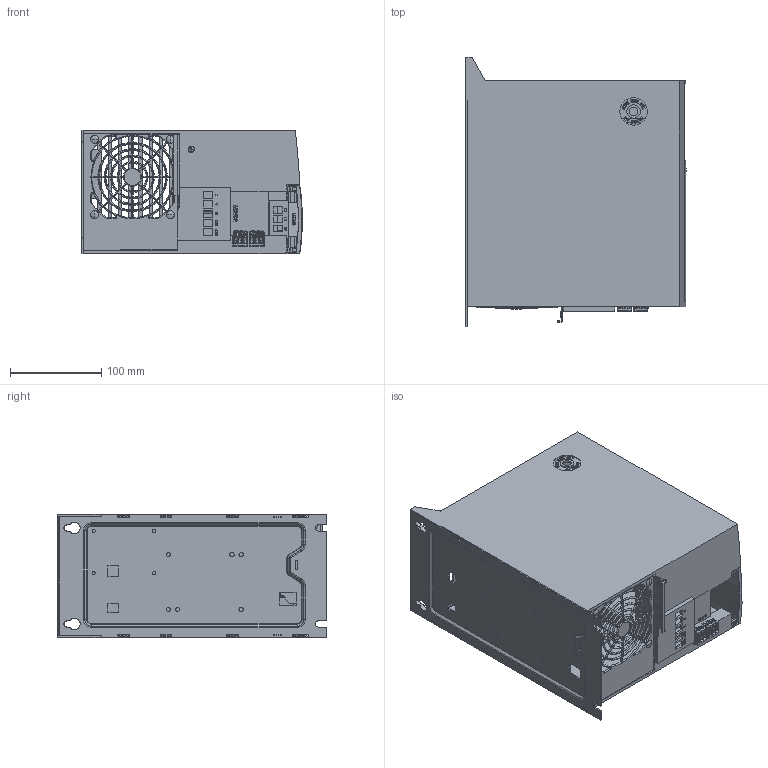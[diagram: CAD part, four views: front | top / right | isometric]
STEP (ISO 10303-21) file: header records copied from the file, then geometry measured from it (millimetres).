
FILE_DESCRIPTION((''),'2;1');
FILE_NAME('H4-IP20-2_ASM','2013-05-15T',('U248342'),('Danfoss Power Electronics'),'PRO/ENGINEER BY PARAMETRIC TECHNOLOGY CORPORATION, 2011490','PRO/ENGINEER BY PARAMETRIC TECHNOLOGY CORPORATION, 2011490','');
FILE_SCHEMA(('CONFIG_CONTROL_DESIGN', 'GEOMETRIC_VALIDATION_PROPERTIES_MIM'));
Products named in the file (14): 132B3408-2; 132B3403; 132B4114; 132B4135; 132B4119; 132B4121; 132B4148_UMSH-8244JN-F; LCD_LIGHTGUIDE_ASM; 132B4142; 132B4144; 132B9105_ASM; 132B5733; 132B5734; H4-IP20-2_ASM
Assembly tree (13 placements, depth 4):
  H4-IP20-2_ASM
    132B3408-2
    132B3403
    132B4114
    132B4135
    132B4119
    132B4121
    132B9105_ASM
      LCD_LIGHTGUIDE_ASM
        132B4148_UMSH-8244JN-F
      132B4142
      132B4144
    132B5733
    132B5734
Bounding box: 241.08 x 295 x 135.1 mm (x, y, z)
Volume: 657089.3 mm3; surface area: 725213.6 mm2
Topology: 11 solids, 12 shells, 4258 faces, 11981 edges, 7812 vertices
Faces by surface type: plane 3547, cylinder 482, torus 125, bspline 54, cone 34, sphere 16
Entity records: 183886 total; most frequent: CARTESIAN_POINT 33596, ORIENTED_EDGE 23910, DIRECTION 21117, PRESENTATION_STYLE_ASSIGNMENT 12450, STYLED_ITEM 11977, CURVE_STYLE 11965, EDGE_CURVE 11965, VECTOR 10257
